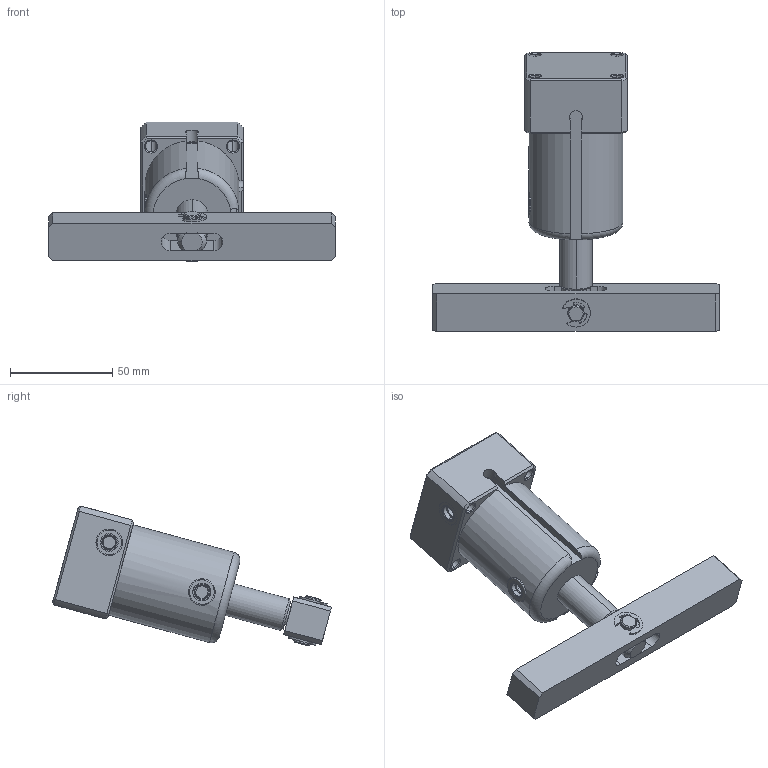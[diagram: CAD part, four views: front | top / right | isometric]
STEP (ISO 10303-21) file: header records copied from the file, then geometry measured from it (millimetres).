
FILE_DESCRIPTION (( 'STEP AP214' ), '1' );
FILE_NAME ('ASC- MS32D.STEP', '2019-05-25T00:48:39', ( '' ), ( '' ), 'SwSTEP 2.0', 'SolidWorks 2016', '' );
FILE_SCHEMA (( 'AUTOMOTIVE_DESIGN' ));
Length unit declared in the file: millimetre
Products named in the file (7): 揤旋; 双臂活塞杆; 掛极; XDIAO; KKDC; 1-8黑芛11; ASC- MS32D
Assembly tree (8 placements, depth 2):
  ASC- MS32D
    1-8黑芛11  x2
    KKDC  x2
    XDIAO
    掛极
    双臂活塞杆
    揤旋
Bounding box: 140 x 136.16 x 68.28 mm (x, y, z)
Volume: 181262 mm3; surface area: 51775.4 mm2
Topology: 8 solids, 9 shells, 348 faces, 877 edges, 562 vertices
Faces by surface type: cylinder 162, plane 107, cone 39, torus 27, bspline 13
Entity records: 15797 total; most frequent: CARTESIAN_POINT 8393, ORIENTED_EDGE 1558, DIRECTION 1450, EDGE_CURVE 779, AXIS2_PLACEMENT_3D 561, VERTEX_POINT 500, EDGE_LOOP 341, VECTOR 328
